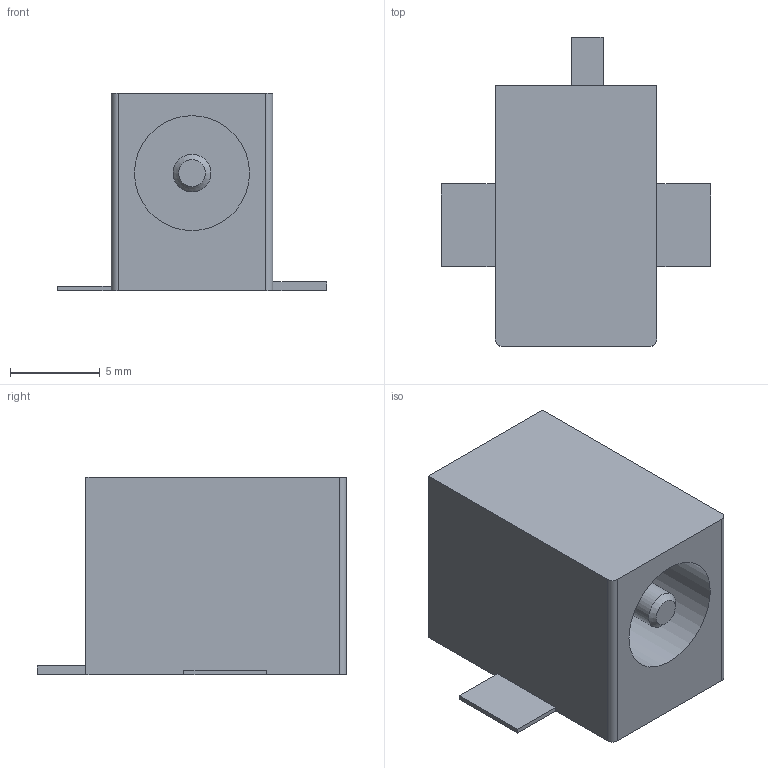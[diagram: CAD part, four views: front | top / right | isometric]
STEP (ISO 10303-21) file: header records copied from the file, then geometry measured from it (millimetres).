
FILE_DESCRIPTION(('FreeCAD Model'),'2;1');
FILE_NAME('Open CASCADE Shape Model','2025-12-17T02:48:17',('Author'),( ''),'Open CASCADE STEP processor 7.8','FreeCAD','Unknown');
FILE_SCHEMA(('AUTOMOTIVE_DESIGN { 1 0 10303 214 1 1 1 1 }'));
Length unit declared in the file: millimetre
Products named in the file (6): Unnamed; Body004; Body003; Body002; Body001; Body
Assembly tree (5 placements, depth 2):
  Unnamed
    Body004
    Body003
    Body002
    Body001
    Body
Bounding box: 15 x 17.2 x 11 mm (x, y, z)
Volume: 1193.5 mm3; surface area: 1093.2 mm2
Topology: 5 solids, 5 shells, 32 faces, 62 edges, 41 vertices
Faces by surface type: plane 27, cylinder 4, cone 1
Full cylindrical faces by diameter (mm): 2.1 x1, 6.4 x1
Entity records: 952 total; most frequent: DIRECTION 147, CARTESIAN_POINT 141, ORIENTED_EDGE 124, EDGE_CURVE 62, LINE 53, VECTOR 53, AXIS2_PLACEMENT_3D 47, VERTEX_POINT 41
